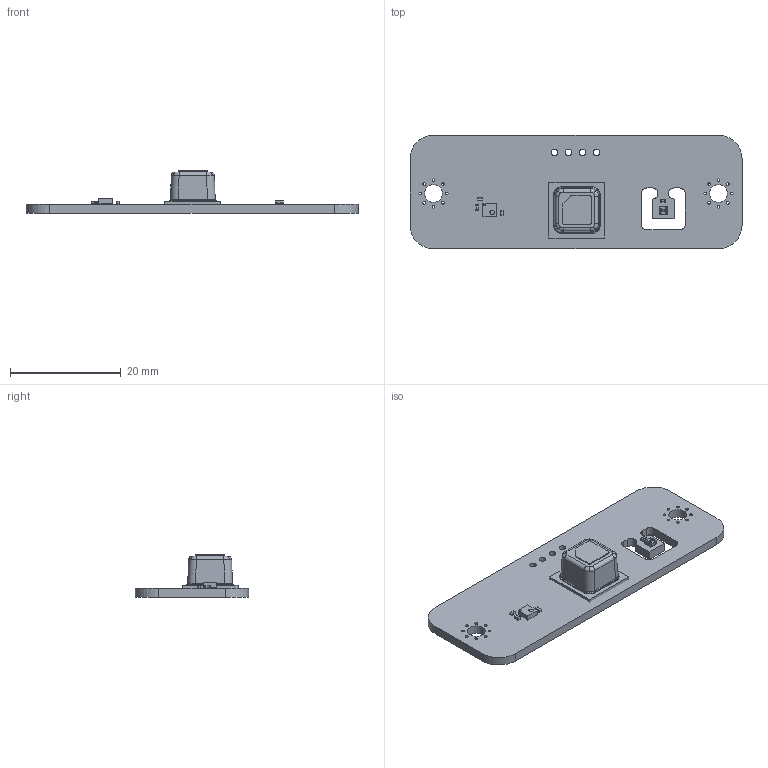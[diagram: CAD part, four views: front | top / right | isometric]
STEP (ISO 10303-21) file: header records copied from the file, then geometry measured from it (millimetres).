
FILE_DESCRIPTION(('KiCad electronic assembly'),'2;1');
FILE_NAME('Meetmodule sensorcase.step','2023-02-28T09:52:56',('Pcbnew'), ('Kicad'),'Open CASCADE STEP processor 7.6','KiCad to STEP converter', 'Unknown');
FILE_SCHEMA(('AUTOMOTIVE_DESIGN { 1 0 10303 214 1 1 1 1 }'));
Length unit declared in the file: millimetre
Products named in the file (12): Meetmodule sensorcase 1; C_0402_1005Metric; SOLID; SCD41-D-R2--3DModel-STEP-369182; SGP41-D-R4--3DModel-STEP-56544; COMPOUND; SHT41-AD1B-R2--3DModel-STEP-369182; R_0402_1005Metric; _autosave-Meetmodule V3 PCB
Assembly tree (13 placements, depth 3):
  Meetmodule sensorcase 1
    C_0402_1005Metric  x3
      SOLID
    SCD41-D-R2--3DModel-STEP-369182
      SOLID
    SGP41-D-R4--3DModel-STEP-56544
      COMPOUND
    SHT41-AD1B-R2--3DModel-STEP-369182
      COMPOUND
    R_0402_1005Metric
      SOLID
    _autosave-Meetmodule V3 PCB
Bounding box: 60 x 20.54 x 7.67 mm (x, y, z)
Volume: 2305.7 mm3; surface area: 3179.3 mm2
Topology: 25 solids, 25 shells, 680 faces, 1693 edges, 1122 vertices
Faces by surface type: bspline 634, cylinder 32, plane 14
Full cylindrical faces by diameter (mm): 0.5 x16, 1.19 x4, 3.2 x2
Entity records: 42532 total; most frequent: CARTESIAN_POINT 17650, B_SPLINE_CURVE_WITH_KNOTS 3971, ORIENTED_EDGE 3098, PCURVE 3098, DEFINITIONAL_REPRESENTATION 3098, EDGE_CURVE 1549, SURFACE_CURVE 1527, VERTEX_POINT 1026
